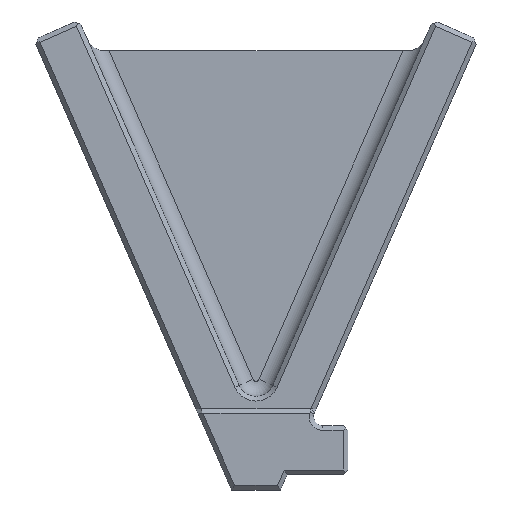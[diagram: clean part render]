
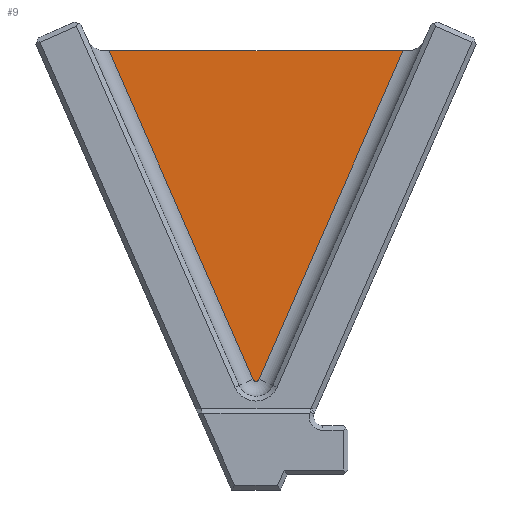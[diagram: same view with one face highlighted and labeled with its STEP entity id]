
A CAD part, top view. The second image highlights one B-rep face of the part: STEP entity #9.
In plain terms, the highlighted planar face has unit normal (0, 0, 1).
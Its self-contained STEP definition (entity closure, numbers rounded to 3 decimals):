
#9 = ADVANCED_FACE ( 'NONE', ( #2561 ), #1453, .F. ) ;
#24 = VERTEX_POINT ( 'NONE', #527 ) ;
#83 = CARTESIAN_POINT ( 'NONE',  ( 12.499, 5.484, 11.5 ) ) ;
#178 = VECTOR ( 'NONE', #1734, 1000. ) ;
#264 = LINE ( 'NONE', #83, #1079 ) ;
#430 = CIRCLE ( 'NONE', #906, 1.025 ) ;
#463 = DIRECTION ( 'NONE',  ( 0., 0., -1. ) ) ;
#484 = DIRECTION ( 'NONE',  ( -1., 0., 0. ) ) ;
#527 = CARTESIAN_POINT ( 'NONE',  ( 0.939, 36.109, 11.5 ) ) ;
#557 = ORIENTED_EDGE ( 'NONE', *, *, #596, .T. ) ;
#596 = EDGE_CURVE ( 'NONE', #2494, #24, #430, .T. ) ;
#744 = VECTOR ( 'NONE', #2297, 1000. ) ;
#906 = AXIS2_PLACEMENT_3D ( 'NONE', #1482, #1474, #484 ) ;
#935 = VERTEX_POINT ( 'NONE', #2138 ) ;
#1009 = ORIENTED_EDGE ( 'NONE', *, *, #2371, .F. ) ;
#1079 = VECTOR ( 'NONE', #1688, 1000. ) ;
#1116 = LINE ( 'NONE', #1744, #744 ) ;
#1118 = EDGE_LOOP ( 'NONE', ( #557, #1879, #1009, #1199 ) ) ;
#1199 = ORIENTED_EDGE ( 'NONE', *, *, #2456, .T. ) ;
#1240 = AXIS2_PLACEMENT_3D ( 'NONE', #1884, #463, #2064 ) ;
#1453 = PLANE ( 'NONE',  #1240 ) ;
#1474 = DIRECTION ( 'NONE',  ( 0., 0., 1. ) ) ;
#1482 = CARTESIAN_POINT ( 'NONE',  ( 0., 36.521, 11.5 ) ) ;
#1682 = CARTESIAN_POINT ( 'NONE',  ( -48.028, 143.429, 11.5 ) ) ;
#1688 = DIRECTION ( 'NONE',  ( 0.402, -0.916, 0. ) ) ;
#1710 = VERTEX_POINT ( 'NONE', #1682 ) ;
#1734 = DIRECTION ( 'NONE',  ( 0.402, 0.916, 0. ) ) ;
#1744 = CARTESIAN_POINT ( 'NONE',  ( 53.461, 143.429, 11.5 ) ) ;
#1865 = LINE ( 'NONE', #1927, #178 ) ;
#1879 = ORIENTED_EDGE ( 'NONE', *, *, #2377, .T. ) ;
#1884 = CARTESIAN_POINT ( 'NONE',  ( 0., 0., 11.5 ) ) ;
#1927 = CARTESIAN_POINT ( 'NONE',  ( -12.499, 5.484, 11.5 ) ) ;
#2064 = DIRECTION ( 'NONE',  ( -1., 0., 0. ) ) ;
#2138 = CARTESIAN_POINT ( 'NONE',  ( 48.028, 143.429, 11.5 ) ) ;
#2297 = DIRECTION ( 'NONE',  ( 1., 0., 0. ) ) ;
#2304 = CARTESIAN_POINT ( 'NONE',  ( -0.939, 36.109, 11.5 ) ) ;
#2371 = EDGE_CURVE ( 'NONE', #1710, #935, #1116, .T. ) ;
#2377 = EDGE_CURVE ( 'NONE', #24, #935, #1865, .T. ) ;
#2456 = EDGE_CURVE ( 'NONE', #1710, #2494, #264, .T. ) ;
#2494 = VERTEX_POINT ( 'NONE', #2304 ) ;
#2561 = FACE_OUTER_BOUND ( 'NONE', #1118, .T. ) ;
